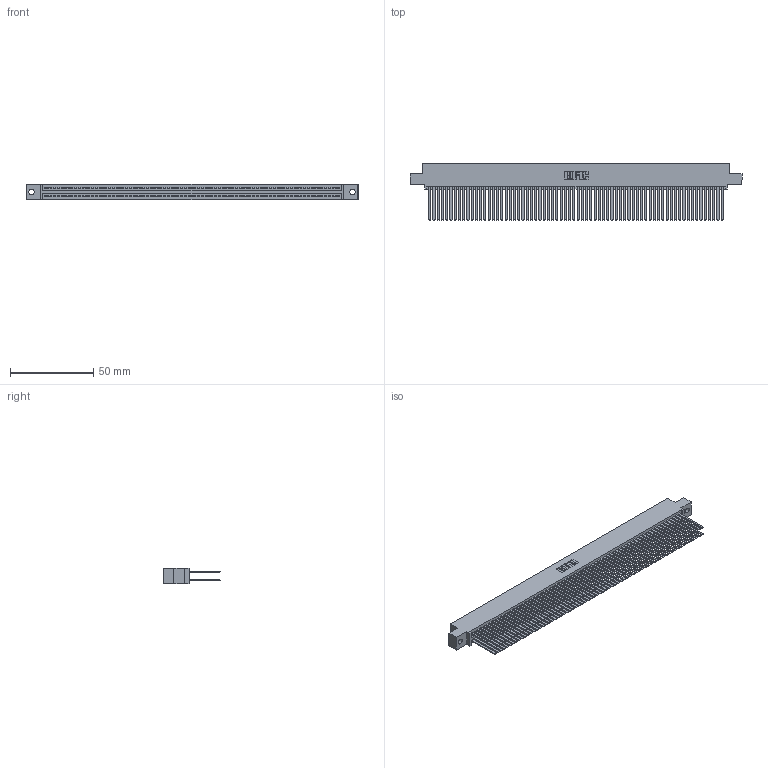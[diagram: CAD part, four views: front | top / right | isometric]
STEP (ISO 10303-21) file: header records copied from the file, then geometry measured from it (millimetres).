
FILE_DESCRIPTION (( 'STEP AP203' ), '1' );
FILE_NAME ('345-140-544-502.STEP', '2018-10-21T00:42:58', ( '' ), ( '' ), 'SwSTEP 2.0', 'SolidWorks 2016', '' );
FILE_SCHEMA (( 'CONFIG_CONTROL_DESIGN' ));
Length unit declared in the file: inch
Products named in the file (3): 345-140-544-502; 345 Part_0.110 Offset - 0.128 Dia; 345-292-001_345-293-144
Assembly tree (141 placements, depth 2):
  345-140-544-502
    345 Part_0.110 Offset - 0.128 Dia
    345-292-001_345-293-144  x140
Bounding box: 199.01 x 33.96 x 9.4 mm (x, y, z)
Volume: 3224.5 mm3; surface area: 37791.3 mm2
Topology: 140 solids, 141 shells, 6290 faces, 18691 edges, 12274 vertices
Faces by surface type: plane 4144, cylinder 2146
Entity records: 51105 total; most frequent: CARTESIAN_POINT 8540, ORIENTED_EDGE 8474, DIRECTION 7493, EDGE_CURVE 4237, VECTOR 3829, LINE 3829, VERTEX_POINT 2822, AXIS2_PLACEMENT_3D 1832
